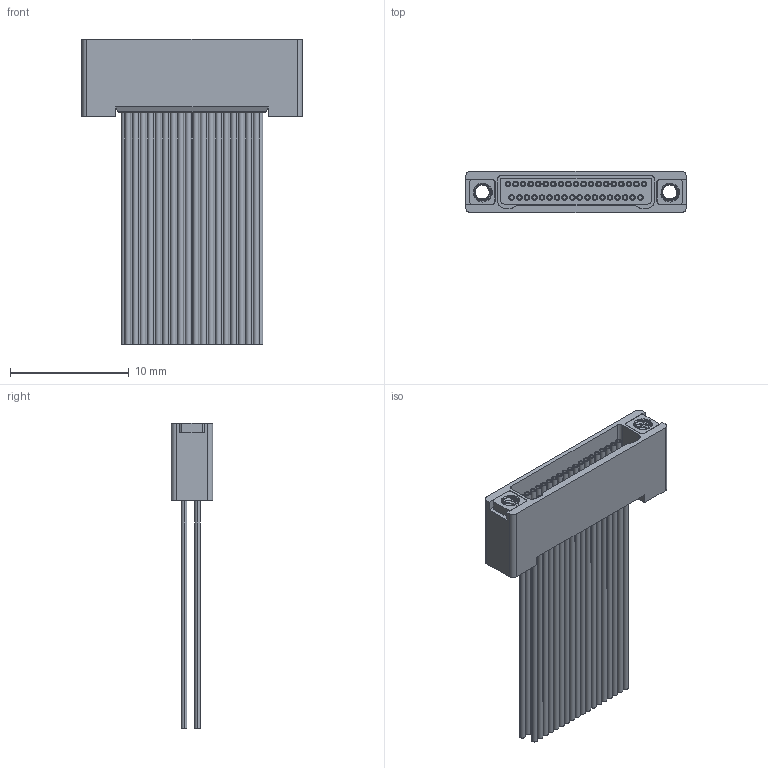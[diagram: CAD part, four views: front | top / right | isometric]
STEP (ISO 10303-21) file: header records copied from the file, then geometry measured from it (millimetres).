
FILE_DESCRIPTION((''),'2;1');
FILE_NAME('FWND0-S0370310-001','2024-11-05T',('gongcheng6'),(''),'PRO/ENGINEER BY PARAMETRIC TECHNOLOGY CORPORATION, 2010280','PRO/ENGINEER BY PARAMETRIC TECHNOLOGY CORPORATION, 2010280','');
FILE_SCHEMA(('CONFIG_CONTROL_DESIGN'));
Length unit declared in the file: millimetre
Products named in the file (1): FWND0-S0370310-001
Bounding box: 18.52 x 3.48 x 25.7 mm (x, y, z)
Volume: 416.8 mm3; surface area: 1977.2 mm2
Topology: 1 solids, 1 shells, 567 faces, 1343 edges, 876 vertices
Faces by surface type: cylinder 359, plane 163, bspline 23, cone 14, torus 8
Entity records: 31848 total; most frequent: CARTESIAN_POINT 18530, DIRECTION 2866, ORIENTED_EDGE 2686, EDGE_CURVE 1343, AXIS2_PLACEMENT_3D 1180, VERTEX_POINT 876, EDGE_LOOP 669, CIRCLE 636
